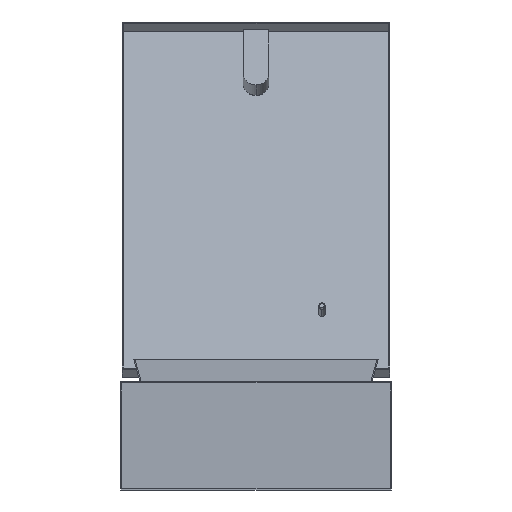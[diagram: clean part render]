
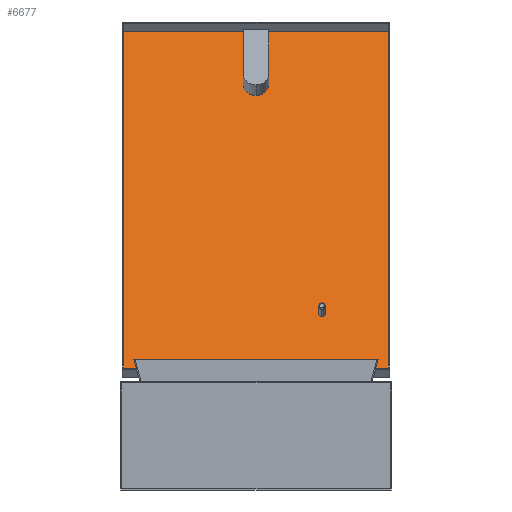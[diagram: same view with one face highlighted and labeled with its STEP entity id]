
A CAD part, left-side view. The second image highlights one B-rep face of the part: STEP entity #6677.
In plain terms, the highlighted face is planar.
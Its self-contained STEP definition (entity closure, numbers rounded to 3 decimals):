
#134 = EDGE_CURVE ( 'NONE', #7958, #9202, #8281, .T. ) ;
#252 = AXIS2_PLACEMENT_3D ( 'NONE', #8409, #9645, #3805 ) ;
#258 = ORIENTED_EDGE ( 'NONE', *, *, #6663, .T. ) ;
#299 = LINE ( 'NONE', #7698, #9713 ) ;
#368 = PLANE ( 'NONE',  #6182 ) ;
#471 = EDGE_CURVE ( 'NONE', #9202, #7958, #3445, .T. ) ;
#662 = DIRECTION ( 'NONE',  ( 0., 0., 1. ) ) ;
#745 = ORIENTED_EDGE ( 'NONE', *, *, #4394, .F. ) ;
#818 = LINE ( 'NONE', #2046, #7912 ) ;
#875 = VECTOR ( 'NONE', #1033, 1000. ) ;
#1033 = DIRECTION ( 'NONE',  ( 1., 0., 0. ) ) ;
#1506 = VERTEX_POINT ( 'NONE', #7654 ) ;
#1537 = ORIENTED_EDGE ( 'NONE', *, *, #134, .F. ) ;
#1539 = CARTESIAN_POINT ( 'NONE',  ( 162.5, -117.5, -1. ) ) ;
#1604 = DIRECTION ( 'NONE',  ( 0., 0., 1. ) ) ;
#1760 = VERTEX_POINT ( 'NONE', #1539 ) ;
#1872 = CARTESIAN_POINT ( 'NONE',  ( -162.5, -117.5, -1. ) ) ;
#1896 = DIRECTION ( 'NONE',  ( 1., 0., 0. ) ) ;
#2046 = CARTESIAN_POINT ( 'NONE',  ( 0., 117.5, -1. ) ) ;
#2702 = FACE_OUTER_BOUND ( 'NONE', #6606, .T. ) ;
#2718 = FACE_BOUND ( 'NONE', #3740, .T. ) ;
#3036 = DIRECTION ( 'NONE',  ( 1., 0., 0. ) ) ;
#3069 = LINE ( 'NONE', #8472, #875 ) ;
#3198 = CARTESIAN_POINT ( 'NONE',  ( -114., 0., -1. ) ) ;
#3215 = CARTESIAN_POINT ( 'NONE',  ( 162.5, 117.5, -1. ) ) ;
#3443 = CARTESIAN_POINT ( 'NONE',  ( -125.5, 0., -1. ) ) ;
#3445 = CIRCLE ( 'NONE', #252, 3. ) ;
#3617 = EDGE_CURVE ( 'NONE', #7533, #1760, #3069, .T. ) ;
#3740 = EDGE_LOOP ( 'NONE', ( #8517, #1537 ) ) ;
#3769 = CARTESIAN_POINT ( 'NONE',  ( 103.5, -58.5, -1. ) ) ;
#3805 = DIRECTION ( 'NONE',  ( 1., 0., 0. ) ) ;
#3813 = LINE ( 'NONE', #8116, #7195 ) ;
#3856 = CARTESIAN_POINT ( 'NONE',  ( 100.5, -58.5, -1. ) ) ;
#3910 = ORIENTED_EDGE ( 'NONE', *, *, #4456, .T. ) ;
#4199 = ORIENTED_EDGE ( 'NONE', *, *, #5793, .F. ) ;
#4218 = DIRECTION ( 'NONE',  ( 0., 1., 0. ) ) ;
#4394 = EDGE_CURVE ( 'NONE', #1506, #7533, #3813, .T. ) ;
#4444 = FACE_BOUND ( 'NONE', #5411, .T. ) ;
#4456 = EDGE_CURVE ( 'NONE', #4989, #7982, #6973, .T. ) ;
#4882 = CARTESIAN_POINT ( 'NONE',  ( -114., 0., -1. ) ) ;
#4989 = VERTEX_POINT ( 'NONE', #3443 ) ;
#5411 = EDGE_LOOP ( 'NONE', ( #258, #3910 ) ) ;
#5481 = ORIENTED_EDGE ( 'NONE', *, *, #9613, .F. ) ;
#5562 = ORIENTED_EDGE ( 'NONE', *, *, #3617, .F. ) ;
#5793 = EDGE_CURVE ( 'NONE', #9226, #1506, #818, .T. ) ;
#6182 = AXIS2_PLACEMENT_3D ( 'NONE', #7270, #8099, #3036 ) ;
#6444 = DIRECTION ( 'NONE',  ( 1., 0., 0. ) ) ;
#6606 = EDGE_LOOP ( 'NONE', ( #745, #4199, #5481, #5562 ) ) ;
#6663 = EDGE_CURVE ( 'NONE', #7982, #4989, #8139, .T. ) ;
#6677 = ADVANCED_FACE ( 'NONE', ( #4444, #2702, #2718 ), #368, .F. ) ;
#6835 = DIRECTION ( 'NONE',  ( 0., -1., 0. ) ) ;
#6973 = CIRCLE ( 'NONE', #7703, 11.5 ) ;
#7195 = VECTOR ( 'NONE', #6835, 1000. ) ;
#7270 = CARTESIAN_POINT ( 'NONE',  ( 0., 0., -1. ) ) ;
#7509 = AXIS2_PLACEMENT_3D ( 'NONE', #4882, #662, #1896 ) ;
#7533 = VERTEX_POINT ( 'NONE', #1872 ) ;
#7538 = AXIS2_PLACEMENT_3D ( 'NONE', #3769, #9301, #6444 ) ;
#7600 = DIRECTION ( 'NONE',  ( -1., 0., 0. ) ) ;
#7654 = CARTESIAN_POINT ( 'NONE',  ( -162.5, 117.5, -1. ) ) ;
#7698 = CARTESIAN_POINT ( 'NONE',  ( 162.5, 0., -1. ) ) ;
#7703 = AXIS2_PLACEMENT_3D ( 'NONE', #3198, #1604, #7938 ) ;
#7912 = VECTOR ( 'NONE', #7600, 1000. ) ;
#7938 = DIRECTION ( 'NONE',  ( 1., 0., 0. ) ) ;
#7958 = VERTEX_POINT ( 'NONE', #3856 ) ;
#7982 = VERTEX_POINT ( 'NONE', #9259 ) ;
#8099 = DIRECTION ( 'NONE',  ( 0., 0., 1. ) ) ;
#8116 = CARTESIAN_POINT ( 'NONE',  ( -162.5, 0., -1. ) ) ;
#8139 = CIRCLE ( 'NONE', #7509, 11.5 ) ;
#8281 = CIRCLE ( 'NONE', #7538, 3. ) ;
#8409 = CARTESIAN_POINT ( 'NONE',  ( 103.5, -58.5, -1. ) ) ;
#8472 = CARTESIAN_POINT ( 'NONE',  ( 0., -117.5, -1. ) ) ;
#8517 = ORIENTED_EDGE ( 'NONE', *, *, #471, .F. ) ;
#9202 = VERTEX_POINT ( 'NONE', #9219 ) ;
#9219 = CARTESIAN_POINT ( 'NONE',  ( 106.5, -58.5, -1. ) ) ;
#9226 = VERTEX_POINT ( 'NONE', #3215 ) ;
#9259 = CARTESIAN_POINT ( 'NONE',  ( -102.5, 0., -1. ) ) ;
#9301 = DIRECTION ( 'NONE',  ( 0., 0., -1. ) ) ;
#9613 = EDGE_CURVE ( 'NONE', #1760, #9226, #299, .T. ) ;
#9645 = DIRECTION ( 'NONE',  ( 0., 0., -1. ) ) ;
#9713 = VECTOR ( 'NONE', #4218, 1000. ) ;
